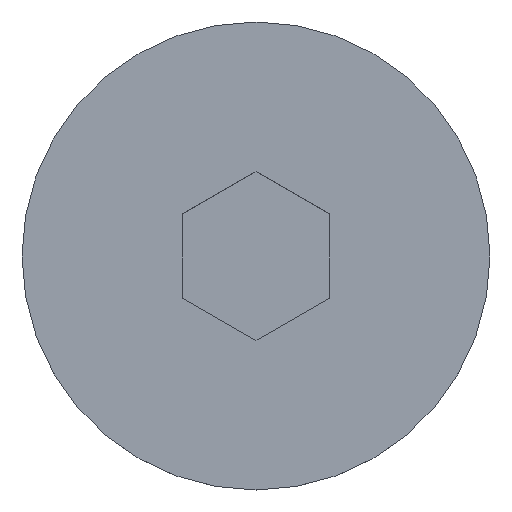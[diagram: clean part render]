
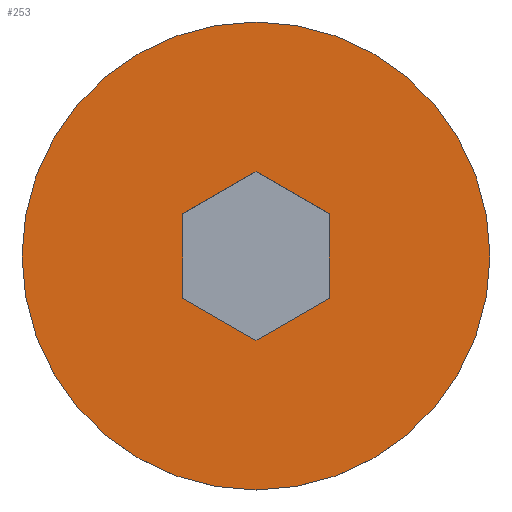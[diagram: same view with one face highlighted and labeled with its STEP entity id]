
A CAD part, top view. The second image highlights one B-rep face of the part: STEP entity #253.
In plain terms, the highlighted planar face has unit normal (0, 0, 1).
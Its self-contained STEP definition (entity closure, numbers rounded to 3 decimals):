
#5 = VECTOR ( 'NONE', #214, 1000. ) ;
#10 = DIRECTION ( 'NONE',  ( 0., 0., -1. ) ) ;
#12 = LINE ( 'NONE', #284, #457 ) ;
#13 = VECTOR ( 'NONE', #36, 1000. ) ;
#22 = CARTESIAN_POINT ( 'NONE',  ( 0., 0., 0. ) ) ;
#36 = DIRECTION ( 'NONE',  ( -0.866, 0.5, 0. ) ) ;
#41 = CARTESIAN_POINT ( 'NONE',  ( 8., 0., 0. ) ) ;
#44 = VECTOR ( 'NONE', #364, 1000. ) ;
#45 = FACE_BOUND ( 'NONE', #310, .T. ) ;
#51 = ORIENTED_EDGE ( 'NONE', *, *, #99, .F. ) ;
#61 = EDGE_CURVE ( 'NONE', #315, #196, #329, .T. ) ;
#63 = CARTESIAN_POINT ( 'NONE',  ( -2.5, 1.443, 0. ) ) ;
#68 = VECTOR ( 'NONE', #244, 1000. ) ;
#87 = ORIENTED_EDGE ( 'NONE', *, *, #377, .T. ) ;
#88 = DIRECTION ( 'NONE',  ( 0., 0., 1. ) ) ;
#97 = DIRECTION ( 'NONE',  ( 1., 0., 0. ) ) ;
#99 = EDGE_CURVE ( 'NONE', #440, #160, #281, .T. ) ;
#106 = AXIS2_PLACEMENT_3D ( 'NONE', #22, #10, #97 ) ;
#115 = DIRECTION ( 'NONE',  ( 0., 0., -1. ) ) ;
#137 = VECTOR ( 'NONE', #381, 1000. ) ;
#151 = CARTESIAN_POINT ( 'NONE',  ( -8., 0., 0. ) ) ;
#160 = VERTEX_POINT ( 'NONE', #41 ) ;
#163 = VERTEX_POINT ( 'NONE', #311 ) ;
#185 = CARTESIAN_POINT ( 'NONE',  ( 0., 0., 0. ) ) ;
#196 = VERTEX_POINT ( 'NONE', #449 ) ;
#198 = LINE ( 'NONE', #63, #68 ) ;
#200 = DIRECTION ( 'NONE',  ( 1., 0., 0. ) ) ;
#207 = LINE ( 'NONE', #225, #13 ) ;
#214 = DIRECTION ( 'NONE',  ( 0., 1., 0. ) ) ;
#222 = DIRECTION ( 'NONE',  ( 1., 0., 0. ) ) ;
#223 = EDGE_CURVE ( 'NONE', #227, #315, #207, .T. ) ;
#225 = CARTESIAN_POINT ( 'NONE',  ( 0., -2.887, 0. ) ) ;
#227 = VERTEX_POINT ( 'NONE', #342 ) ;
#228 = ORIENTED_EDGE ( 'NONE', *, *, #353, .F. ) ;
#230 = CARTESIAN_POINT ( 'NONE',  ( 4., 0., 0. ) ) ;
#244 = DIRECTION ( 'NONE',  ( 0.866, 0.5, 0. ) ) ;
#246 = DIRECTION ( 'NONE',  ( 0., -1., 0. ) ) ;
#253 = ADVANCED_FACE ( 'NONE', ( #45, #383 ), #312, .T. ) ;
#265 = EDGE_CURVE ( 'NONE', #423, #163, #314, .T. ) ;
#269 = CIRCLE ( 'NONE', #106, 8. ) ;
#281 = CIRCLE ( 'NONE', #493, 8. ) ;
#284 = CARTESIAN_POINT ( 'NONE',  ( 2.5, 0., 0. ) ) ;
#309 = ORIENTED_EDGE ( 'NONE', *, *, #392, .T. ) ;
#310 = EDGE_LOOP ( 'NONE', ( #309, #87, #446, #473, #401, #339 ) ) ;
#311 = CARTESIAN_POINT ( 'NONE',  ( 2.5, 1.443, 0. ) ) ;
#312 = PLANE ( 'NONE',  #318 ) ;
#314 = LINE ( 'NONE', #350, #137 ) ;
#315 = VERTEX_POINT ( 'NONE', #464 ) ;
#318 = AXIS2_PLACEMENT_3D ( 'NONE', #230, #88, #200 ) ;
#323 = CARTESIAN_POINT ( 'NONE',  ( 2.5, -1.443, 0. ) ) ;
#325 = CARTESIAN_POINT ( 'NONE',  ( 2.5, -1.443, 0. ) ) ;
#329 = LINE ( 'NONE', #484, #5 ) ;
#339 = ORIENTED_EDGE ( 'NONE', *, *, #265, .T. ) ;
#342 = CARTESIAN_POINT ( 'NONE',  ( 0., -2.887, 0. ) ) ;
#350 = CARTESIAN_POINT ( 'NONE',  ( 0., 2.887, 0. ) ) ;
#353 = EDGE_CURVE ( 'NONE', #160, #440, #269, .T. ) ;
#356 = VERTEX_POINT ( 'NONE', #325 ) ;
#364 = DIRECTION ( 'NONE',  ( -0.866, -0.5, 0. ) ) ;
#377 = EDGE_CURVE ( 'NONE', #356, #227, #466, .T. ) ;
#381 = DIRECTION ( 'NONE',  ( 0.866, -0.5, 0. ) ) ;
#383 = FACE_OUTER_BOUND ( 'NONE', #460, .T. ) ;
#392 = EDGE_CURVE ( 'NONE', #163, #356, #12, .T. ) ;
#400 = CARTESIAN_POINT ( 'NONE',  ( 0., 2.887, 0. ) ) ;
#401 = ORIENTED_EDGE ( 'NONE', *, *, #402, .T. ) ;
#402 = EDGE_CURVE ( 'NONE', #196, #423, #198, .T. ) ;
#423 = VERTEX_POINT ( 'NONE', #400 ) ;
#440 = VERTEX_POINT ( 'NONE', #151 ) ;
#446 = ORIENTED_EDGE ( 'NONE', *, *, #223, .T. ) ;
#449 = CARTESIAN_POINT ( 'NONE',  ( -2.5, 1.443, 0. ) ) ;
#457 = VECTOR ( 'NONE', #246, 1000. ) ;
#460 = EDGE_LOOP ( 'NONE', ( #228, #51 ) ) ;
#464 = CARTESIAN_POINT ( 'NONE',  ( -2.5, -1.443, 0. ) ) ;
#466 = LINE ( 'NONE', #323, #44 ) ;
#473 = ORIENTED_EDGE ( 'NONE', *, *, #61, .T. ) ;
#484 = CARTESIAN_POINT ( 'NONE',  ( -2.5, 0., 0. ) ) ;
#493 = AXIS2_PLACEMENT_3D ( 'NONE', #185, #115, #222 ) ;
